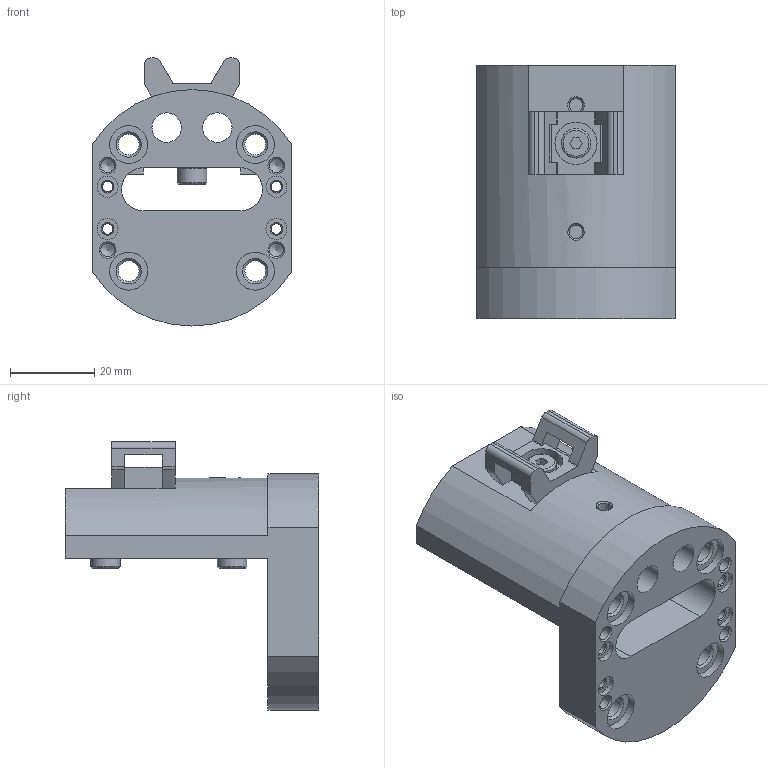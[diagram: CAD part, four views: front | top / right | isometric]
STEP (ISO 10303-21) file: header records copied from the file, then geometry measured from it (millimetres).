
FILE_DESCRIPTION(/* description */ ('STEP AP214'),/* implementation_level */ '2;1');
FILE_NAME(/* name */ '540883_HAPG-72-B',/* time_stamp */ '2024-08-28T11:01:01+02:00',/* author */ ('License CC BY-ND 4.0'),/* organization */ ('CADENAS'),/* preprocessor_version */ 'ST-DEVELOPER v19.3',/* originating_system */ 'PARTsolutions',/* authorisation */ ' ');
FILE_SCHEMA (('AUTOMOTIVE_DESIGN {1 0 10303 214 3 1 1}'));
Length unit declared in the file: millimetre
Products named in the file (5): 540883 HAPG-72-B; 540883 HAPG-72-B_3; DIN-7984 - M4x12(F); DIN-912 - M4x10(F); 664700 Halter-(H)
Assembly tree (5 placements, depth 2):
  540883 HAPG-72-B
    540883 HAPG-72-B_3
    DIN-7984 - M4x12(F)
    DIN-912 - M4x10(F)  x2
    664700 Halter-(H)
Bounding box: 47 x 60 x 63.5 mm (x, y, z)
Volume: 42877.8 mm3; surface area: 22258.3 mm2
Topology: 5 solids, 5 shells, 199 faces, 454 edges, 277 vertices
Faces by surface type: plane 91, cylinder 54, cone 53, torus 1
Full cylindrical faces by diameter (mm): 2.459 x4, 3.242 x7, 4 x3, 4.917 x4, 5 x5, 7 x5, 9 x8, 10 x1
Entity records: 4687 total; most frequent: DIRECTION 820, CARTESIAN_POINT 780, ORIENTED_EDGE 644, AXIS2_PLACEMENT_3D 328, EDGE_CURVE 322, FACE_BOUND 293, EDGE_LOOP 288, VERTEX_POINT 247
